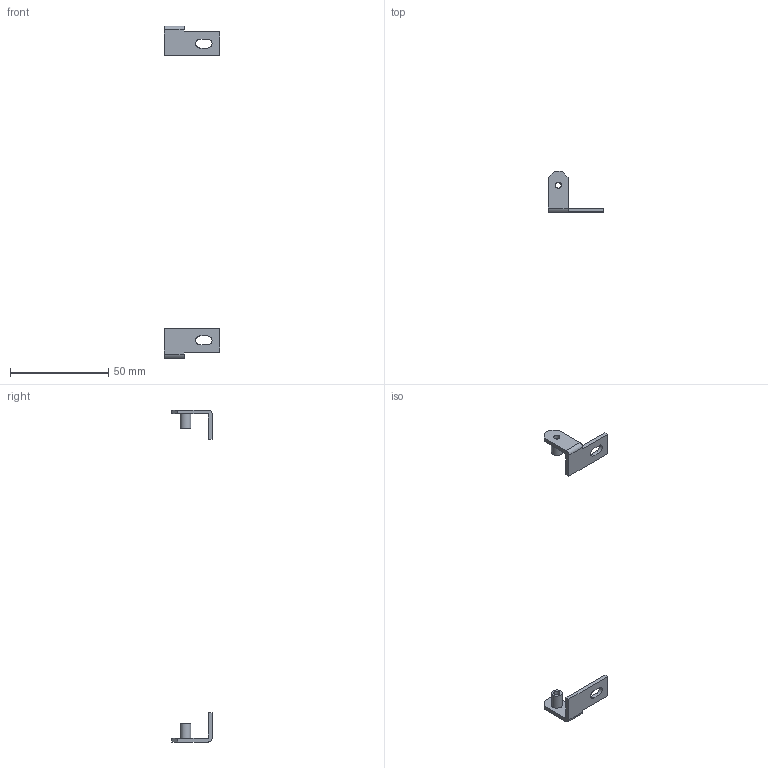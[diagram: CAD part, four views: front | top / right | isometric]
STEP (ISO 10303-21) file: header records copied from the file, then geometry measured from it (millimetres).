
FILE_DESCRIPTION((''),'2;1');
FILE_NAME('84008000_AB-WL 3.stp','2009-07-15T12:43:23',('kotzmaier'),(''),'Autodesk Inventor 2009','Autodesk Inventor 2009','');
FILE_SCHEMA(('AUTOMOTIVE_DESIGN { 1 0 10303 214 1 1 1 1 }'));
Length unit declared in the file: millimetre
Products named in the file (4): Baugruppe3; AB WL 3 LINKS_1008378_3DSYM; AB WL 3 RECHTS_1008377_3DSYM; AB-DR
Assembly tree (4 placements, depth 2):
  Baugruppe3
    AB WL 3 LINKS_1008378_3DSYM
    AB WL 3 RECHTS_1008377_3DSYM
    AB-DR  x2
Bounding box: 28 x 20.6 x 169 mm (x, y, z)
Volume: 2241.8 mm3; surface area: 3061.6 mm2
Topology: 4 solids, 4 shells, 44 faces, 108 edges, 72 vertices
Faces by surface type: plane 32, cylinder 12
Full cylindrical faces by diameter (mm): 3 x2, 3.2 x2, 5.5 x2
Entity records: 1333 total; most frequent: CARTESIAN_POINT 214, DIRECTION 214, ORIENTED_EDGE 196, EDGE_CURVE 98, VECTOR 78, LINE 78, AXIS2_PLACEMENT_3D 68, VERTEX_POINT 68
